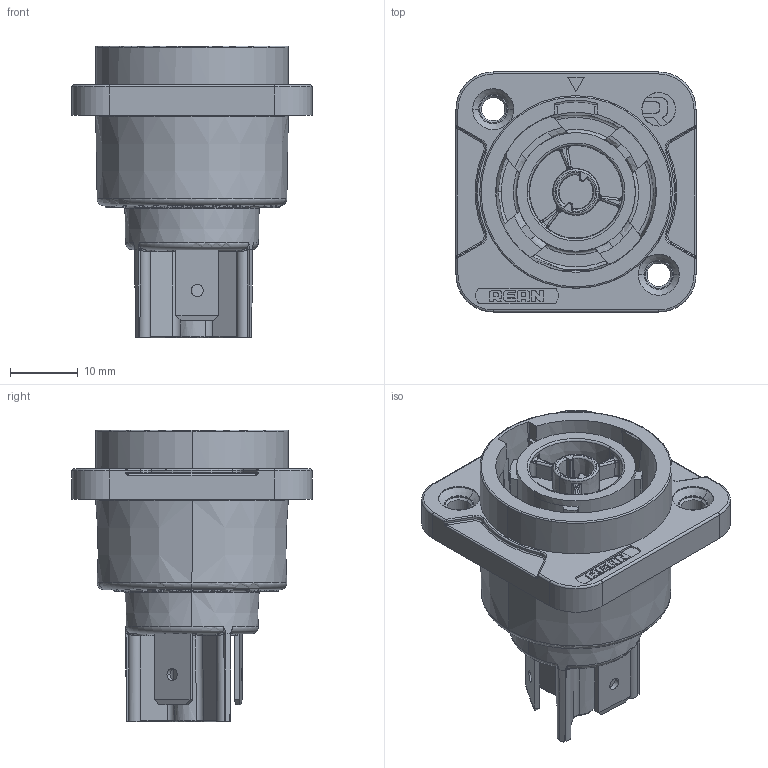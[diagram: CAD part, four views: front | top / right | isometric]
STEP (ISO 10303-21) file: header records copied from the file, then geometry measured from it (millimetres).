
FILE_DESCRIPTION((''),'2;1');
FILE_NAME('0121CHASSIS_F_9','2022-01-12T',('wpi'),(''),'PRO/ENGINEER BY PARAMETRIC TECHNOLOGY CORPORATION, 2013040','PRO/ENGINEER BY PARAMETRIC TECHNOLOGY CORPORATION, 2013040','');
FILE_SCHEMA(('AUTOMOTIVE_DESIGN { 1 0 10303 214 1 1 1 1 }'));
Length unit declared in the file: millimetre
Products named in the file (1): 0121CHASSIS_F_9
Bounding box: 35.4 x 35.4 x 43 mm (x, y, z)
Volume: 14044.8 mm3; surface area: 12267.7 mm2
Topology: 1 solids, 2 shells, 1524 faces, 4234 edges, 2741 vertices
Faces by surface type: plane 577, bspline 404, cylinder 270, torus 144, cone 93, sphere 33, extrusion 3
Entity records: 78905 total; most frequent: CARTESIAN_POINT 30409, ORIENTED_EDGE 8404, DIRECTION 6140, PRESENTATION_STYLE_ASSIGNMENT 4203, STYLED_ITEM 4203, CURVE_STYLE 4202, EDGE_CURVE 4202, VERTEX_POINT 2741
